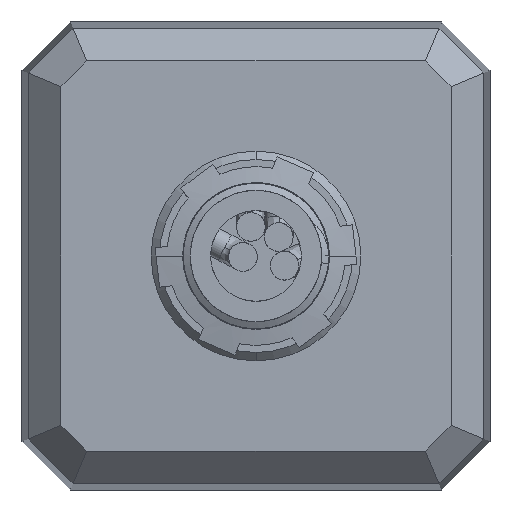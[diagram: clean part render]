
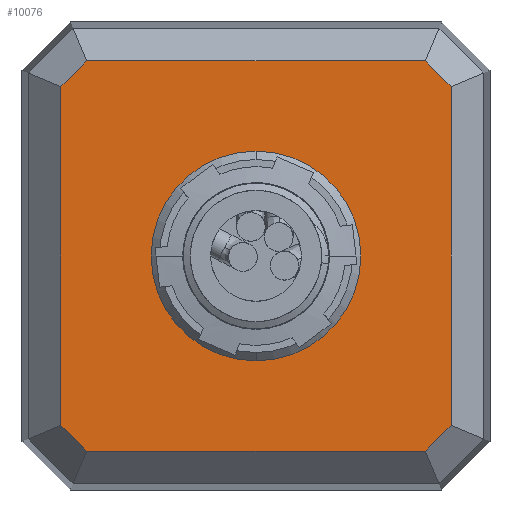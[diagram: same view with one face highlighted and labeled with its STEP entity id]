
A CAD part, front view. The second image highlights one B-rep face of the part: STEP entity #10076.
In plain terms, the highlighted planar face has unit normal (0, -1, 0).
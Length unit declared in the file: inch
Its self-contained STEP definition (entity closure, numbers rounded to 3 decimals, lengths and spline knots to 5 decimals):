
#90 = DIRECTION ( 'NONE',  ( 0.707, 0., -0.707 ) ) ;
#166 = CARTESIAN_POINT ( 'NONE',  ( 1.21153, 0., 1.395 ) ) ;
#169 = ORIENTED_EDGE ( 'NONE', *, *, #1476, .F. ) ;
#235 = LINE ( 'NONE', #13259, #19824 ) ;
#323 = LINE ( 'NONE', #4229, #20102 ) ;
#341 = DIRECTION ( 'NONE',  ( 0.707, 0., 0.707 ) ) ;
#775 = VECTOR ( 'NONE', #5374, 39.37008 ) ;
#873 = ORIENTED_EDGE ( 'NONE', *, *, #10362, .F. ) ;
#1130 = EDGE_CURVE ( 'NONE', #7965, #1836, #323, .T. ) ;
#1272 = CARTESIAN_POINT ( 'NONE',  ( 1.21153, 0., 1.395 ) ) ;
#1476 = EDGE_CURVE ( 'NONE', #1836, #16044, #3799, .T. ) ;
#1482 = DIRECTION ( 'NONE',  ( 0., 0., 1. ) ) ;
#1836 = VERTEX_POINT ( 'NONE', #1272 ) ;
#2089 = DIRECTION ( 'NONE',  ( 1., 0., 0. ) ) ;
#2359 = EDGE_LOOP ( 'NONE', ( #873, #5663 ) ) ;
#2570 = ORIENTED_EDGE ( 'NONE', *, *, #5959, .F. ) ;
#2609 = ORIENTED_EDGE ( 'NONE', *, *, #11461, .F. ) ;
#2673 = CARTESIAN_POINT ( 'NONE',  ( 1.21153, 0., -1.395 ) ) ;
#2726 = DIRECTION ( 'NONE',  ( 0., -1., 0. ) ) ;
#2786 = VECTOR ( 'NONE', #90, 39.37008 ) ;
#2831 = EDGE_LOOP ( 'NONE', ( #2609, #5459, #2570, #6986, #4398, #17784, #169, #11935 ) ) ;
#2983 = LINE ( 'NONE', #13519, #6663 ) ;
#3053 = LINE ( 'NONE', #6201, #10918 ) ;
#3246 = VECTOR ( 'NONE', #341, 39.37008 ) ;
#3444 = AXIS2_PLACEMENT_3D ( 'NONE', #12144, #2726, #13709 ) ;
#3568 = FACE_BOUND ( 'NONE', #2359, .T. ) ;
#3796 = CARTESIAN_POINT ( 'NONE',  ( -1.395, 0., 0. ) ) ;
#3799 = LINE ( 'NONE', #166, #2786 ) ;
#3928 = EDGE_CURVE ( 'NONE', #6788, #11960, #2983, .T. ) ;
#4229 = CARTESIAN_POINT ( 'NONE',  ( -1.3068, 0., 1.395 ) ) ;
#4398 = ORIENTED_EDGE ( 'NONE', *, *, #12902, .F. ) ;
#5180 = CARTESIAN_POINT ( 'NONE',  ( -1.395, 0., 1.21153 ) ) ;
#5374 = DIRECTION ( 'NONE',  ( 0., 0., 1. ) ) ;
#5459 = ORIENTED_EDGE ( 'NONE', *, *, #12860, .F. ) ;
#5496 = CARTESIAN_POINT ( 'NONE',  ( -1.21153, 0., 1.395 ) ) ;
#5663 = ORIENTED_EDGE ( 'NONE', *, *, #12417, .F. ) ;
#5791 = CARTESIAN_POINT ( 'NONE',  ( 1.395, 0., -1.21153 ) ) ;
#5959 = EDGE_CURVE ( 'NONE', #11960, #9020, #6883, .T. ) ;
#6171 = AXIS2_PLACEMENT_3D ( 'NONE', #17754, #8444, #19300 ) ;
#6201 = CARTESIAN_POINT ( 'NONE',  ( 1.395, 0., 0. ) ) ;
#6663 = VECTOR ( 'NONE', #18164, 39.37008 ) ;
#6788 = VERTEX_POINT ( 'NONE', #2673 ) ;
#6883 = LINE ( 'NONE', #12857, #14748 ) ;
#6986 = ORIENTED_EDGE ( 'NONE', *, *, #3928, .F. ) ;
#7716 = PLANE ( 'NONE',  #14988 ) ;
#7726 = FACE_OUTER_BOUND ( 'NONE', #2831, .T. ) ;
#7787 = DIRECTION ( 'NONE',  ( 0., 0., -1. ) ) ;
#7965 = VERTEX_POINT ( 'NONE', #5496 ) ;
#8444 = DIRECTION ( 'NONE',  ( 0., -1., 0. ) ) ;
#9020 = VERTEX_POINT ( 'NONE', #18700 ) ;
#9987 = VERTEX_POINT ( 'NONE', #13622 ) ;
#10076 = ADVANCED_FACE ( 'NONE', ( #3568, #7726 ), #7716, .F. ) ;
#10142 = EDGE_CURVE ( 'NONE', #16044, #12432, #3053, .T. ) ;
#10362 = EDGE_CURVE ( 'NONE', #18750, #9987, #11660, .T. ) ;
#10877 = DIRECTION ( 'NONE',  ( 0., 1., 0. ) ) ;
#10918 = VECTOR ( 'NONE', #7787, 39.37008 ) ;
#11461 = EDGE_CURVE ( 'NONE', #15595, #7965, #19834, .T. ) ;
#11660 = CIRCLE ( 'NONE', #6171, 0.75 ) ;
#11935 = ORIENTED_EDGE ( 'NONE', *, *, #1130, .F. ) ;
#11960 = VERTEX_POINT ( 'NONE', #12567 ) ;
#12144 = CARTESIAN_POINT ( 'NONE',  ( 0., 0., 0. ) ) ;
#12305 = LINE ( 'NONE', #3796, #775 ) ;
#12417 = EDGE_CURVE ( 'NONE', #9987, #18750, #15017, .T. ) ;
#12432 = VERTEX_POINT ( 'NONE', #5791 ) ;
#12567 = CARTESIAN_POINT ( 'NONE',  ( -1.21153, 0., -1.395 ) ) ;
#12857 = CARTESIAN_POINT ( 'NONE',  ( -1.21153, 0., -1.395 ) ) ;
#12860 = EDGE_CURVE ( 'NONE', #9020, #15595, #12305, .T. ) ;
#12902 = EDGE_CURVE ( 'NONE', #12432, #6788, #235, .T. ) ;
#12999 = CARTESIAN_POINT ( 'NONE',  ( 0., 0., 0.75 ) ) ;
#13259 = CARTESIAN_POINT ( 'NONE',  ( 1.395, 0., -1.21153 ) ) ;
#13519 = CARTESIAN_POINT ( 'NONE',  ( 0., 0., -1.395 ) ) ;
#13622 = CARTESIAN_POINT ( 'NONE',  ( 0., 0., -0.75 ) ) ;
#13709 = DIRECTION ( 'NONE',  ( 0., 0., 1. ) ) ;
#14426 = DIRECTION ( 'NONE',  ( -0.707, 0., 0.707 ) ) ;
#14748 = VECTOR ( 'NONE', #14426, 39.37008 ) ;
#14817 = DIRECTION ( 'NONE',  ( -0.707, 0., -0.707 ) ) ;
#14988 = AXIS2_PLACEMENT_3D ( 'NONE', #20074, #10877, #1482 ) ;
#15017 = CIRCLE ( 'NONE', #3444, 0.75 ) ;
#15595 = VERTEX_POINT ( 'NONE', #18964 ) ;
#16044 = VERTEX_POINT ( 'NONE', #17091 ) ;
#17091 = CARTESIAN_POINT ( 'NONE',  ( 1.395, 0., 1.21153 ) ) ;
#17754 = CARTESIAN_POINT ( 'NONE',  ( 0., 0., 0. ) ) ;
#17784 = ORIENTED_EDGE ( 'NONE', *, *, #10142, .F. ) ;
#18164 = DIRECTION ( 'NONE',  ( -1., 0., 0. ) ) ;
#18700 = CARTESIAN_POINT ( 'NONE',  ( -1.395, 0., -1.21153 ) ) ;
#18750 = VERTEX_POINT ( 'NONE', #12999 ) ;
#18964 = CARTESIAN_POINT ( 'NONE',  ( -1.395, 0., 1.21153 ) ) ;
#19300 = DIRECTION ( 'NONE',  ( 0., 0., 1. ) ) ;
#19824 = VECTOR ( 'NONE', #14817, 39.37008 ) ;
#19834 = LINE ( 'NONE', #5180, #3246 ) ;
#20074 = CARTESIAN_POINT ( 'NONE',  ( 0., 0., 0. ) ) ;
#20102 = VECTOR ( 'NONE', #2089, 39.37008 ) ;
